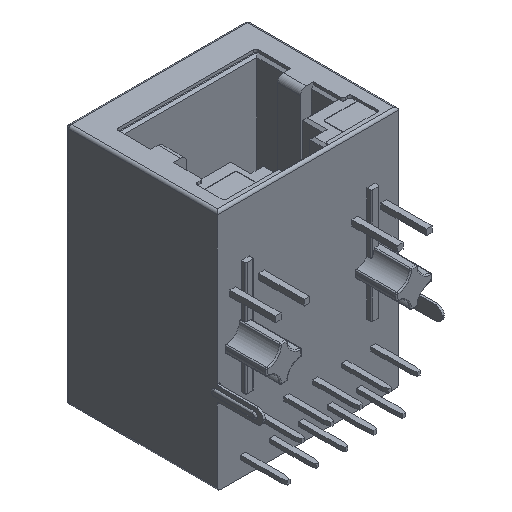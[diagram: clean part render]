
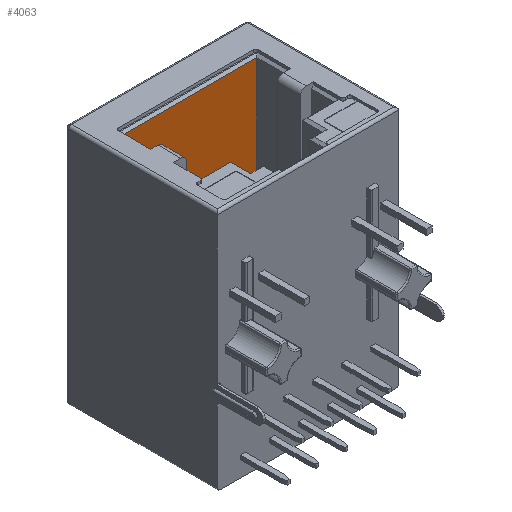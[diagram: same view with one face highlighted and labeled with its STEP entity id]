
A CAD part, isometric view. The second image highlights one B-rep face of the part: STEP entity #4063.
In plain terms, the highlighted planar face has unit normal (0, -1, 0).
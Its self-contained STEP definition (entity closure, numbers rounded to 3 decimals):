
#38 = LINE ( 'NONE', #5286, #12450 ) ;
#169 = AXIS2_PLACEMENT_3D ( 'NONE', #10111, #8957, #10178 ) ;
#763 = FACE_OUTER_BOUND ( 'NONE', #5457, .T. ) ;
#1430 = LINE ( 'NONE', #9766, #8582 ) ;
#2063 = EDGE_CURVE ( 'NONE', #4303, #2830, #38, .T. ) ;
#2100 = EDGE_CURVE ( 'NONE', #13406, #5183, #9441, .T. ) ;
#2354 = ORIENTED_EDGE ( 'NONE', *, *, #2063, .T. ) ;
#2830 = VERTEX_POINT ( 'NONE', #9614 ) ;
#3264 = ORIENTED_EDGE ( 'NONE', *, *, #7428, .T. ) ;
#3644 = DIRECTION ( 'NONE',  ( -1., 0., 0. ) ) ;
#4063 = ADVANCED_FACE ( 'NONE', ( #763 ), #13090, .F. ) ;
#4264 = CARTESIAN_POINT ( 'NONE',  ( 15.565, 14.45, -0.45 ) ) ;
#4303 = VERTEX_POINT ( 'NONE', #12668 ) ;
#5183 = VERTEX_POINT ( 'NONE', #7944 ) ;
#5286 = CARTESIAN_POINT ( 'NONE',  ( 3.665, 14.45, -0.45 ) ) ;
#5457 = EDGE_LOOP ( 'NONE', ( #2354, #11732, #10484, #3264 ) ) ;
#5468 = DIRECTION ( 'NONE',  ( -1., 0., 0. ) ) ;
#5633 = CARTESIAN_POINT ( 'NONE',  ( 15.565, 14.45, -9.8 ) ) ;
#6899 = CARTESIAN_POINT ( 'NONE',  ( 15.565, 14.45, -0.45 ) ) ;
#7159 = VECTOR ( 'NONE', #3644, 1000. ) ;
#7428 = EDGE_CURVE ( 'NONE', #13406, #4303, #1430, .T. ) ;
#7463 = VECTOR ( 'NONE', #11678, 1000. ) ;
#7944 = CARTESIAN_POINT ( 'NONE',  ( 15.565, 14.45, -9.8 ) ) ;
#8582 = VECTOR ( 'NONE', #5468, 1000. ) ;
#8699 = LINE ( 'NONE', #5633, #7159 ) ;
#8957 = DIRECTION ( 'NONE',  ( 0., 1., 0. ) ) ;
#9441 = LINE ( 'NONE', #4264, #7463 ) ;
#9614 = CARTESIAN_POINT ( 'NONE',  ( 3.665, 14.45, -9.8 ) ) ;
#9766 = CARTESIAN_POINT ( 'NONE',  ( 15.565, 14.45, -0.45 ) ) ;
#10111 = CARTESIAN_POINT ( 'NONE',  ( 15.565, 14.45, 0. ) ) ;
#10178 = DIRECTION ( 'NONE',  ( 1., 0., 0. ) ) ;
#10484 = ORIENTED_EDGE ( 'NONE', *, *, #2100, .F. ) ;
#10656 = DIRECTION ( 'NONE',  ( 0., 0., -1. ) ) ;
#11364 = EDGE_CURVE ( 'NONE', #5183, #2830, #8699, .T. ) ;
#11678 = DIRECTION ( 'NONE',  ( 0., 0., -1. ) ) ;
#11732 = ORIENTED_EDGE ( 'NONE', *, *, #11364, .F. ) ;
#12450 = VECTOR ( 'NONE', #10656, 1000. ) ;
#12668 = CARTESIAN_POINT ( 'NONE',  ( 3.665, 14.45, -0.45 ) ) ;
#13090 = PLANE ( 'NONE',  #169 ) ;
#13406 = VERTEX_POINT ( 'NONE', #6899 ) ;
